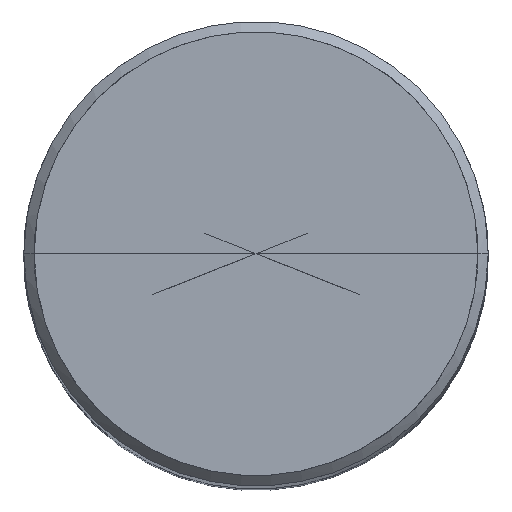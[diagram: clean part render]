
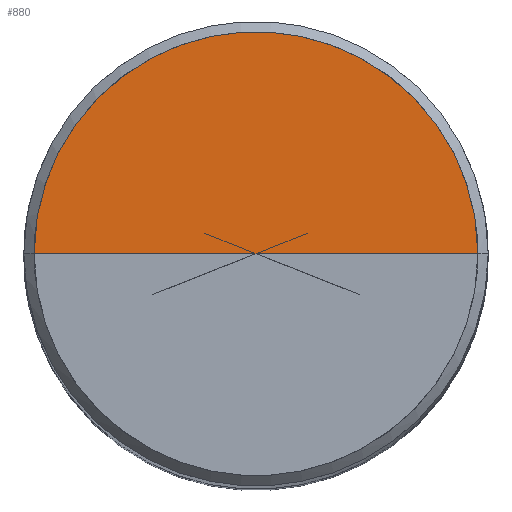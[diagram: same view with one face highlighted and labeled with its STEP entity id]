
A CAD part, top view. The second image highlights one B-rep face of the part: STEP entity #880.
In plain terms, the highlighted free-form (B-spline) face has degree [1, 2] with [2, 5] control points.
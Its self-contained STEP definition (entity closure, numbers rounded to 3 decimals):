
#660=CARTESIAN_POINT('',(4.3,0.0,31.0));
#661=CARTESIAN_POINT('',(4.3,4.3,31.0));
#662=CARTESIAN_POINT('',(0.0,4.3,31.0));
#663=CARTESIAN_POINT('',(-4.3,4.3,31.0));
#664=CARTESIAN_POINT('',(-4.3,0.0,31.0));
#665=CARTESIAN_POINT('',(0.0,0.0,31.0));
#865=(
BOUNDED_SURFACE()
B_SPLINE_SURFACE(1,2,(
(#660,#661,#662,#663,#664),
(#665,#665,#665,#665,#665)
), .UNSPECIFIED.,.F.,.F.,.F.)
B_SPLINE_SURFACE_WITH_KNOTS((2,2),(3,2,3),(
0.0,1.0),(
0.0,0.5,1.0), .UNSPECIFIED.)
GEOMETRIC_REPRESENTATION_ITEM()
RATIONAL_B_SPLINE_SURFACE(((1.0,0.707,1.0,0.707,1.0),
(1.0,0.707,1.0,0.707,1.0)
))
REPRESENTATION_ITEM('')
SURFACE()
);
#866=(
BOUNDED_CURVE()
B_SPLINE_CURVE(2,(#664,#663,#662,#661,#660),.UNSPECIFIED.,.F.,.F.)
B_SPLINE_CURVE_WITH_KNOTS((3,2,3),
(0.0,0.5,1.0),.UNSPECIFIED.)
CURVE()
GEOMETRIC_REPRESENTATION_ITEM()
RATIONAL_B_SPLINE_CURVE((1.0,0.707,1.0,0.707,1.0))
REPRESENTATION_ITEM('')
);
#867=(
BOUNDED_CURVE()
B_SPLINE_CURVE(1,(#660,#665),.UNSPECIFIED.,.F.,.F.)
B_SPLINE_CURVE_WITH_KNOTS((2,2),
(0.0,1.0),.UNSPECIFIED.)
CURVE()
GEOMETRIC_REPRESENTATION_ITEM()
RATIONAL_B_SPLINE_CURVE((1.0,1.0))
REPRESENTATION_ITEM('')
);
#868=(
BOUNDED_CURVE()
B_SPLINE_CURVE(1,(#665,#664),.UNSPECIFIED.,.F.,.F.)
B_SPLINE_CURVE_WITH_KNOTS((2,2),
(0.0,1.0),.UNSPECIFIED.)
CURVE()
GEOMETRIC_REPRESENTATION_ITEM()
RATIONAL_B_SPLINE_CURVE((1.0,1.0))
REPRESENTATION_ITEM('')
);
#869=VERTEX_POINT('',#660);
#870=VERTEX_POINT('',#664);
#871=VERTEX_POINT('',#665);
#872=EDGE_CURVE('',#870,#869,#866,.T.);
#873=EDGE_CURVE('',#869,#871,#867,.T.);
#874=EDGE_CURVE('',#871,#870,#868,.T.);
#875=ORIENTED_EDGE('',*,*,#872,.T.);
#876=ORIENTED_EDGE('',*,*,#873,.T.);
#877=ORIENTED_EDGE('',*,*,#874,.T.);
#878=EDGE_LOOP('',(#875,#876,#877));
#879=FACE_OUTER_BOUND('',#878,.T.);
#880=ADVANCED_FACE('',(#879),#865,.T.);
